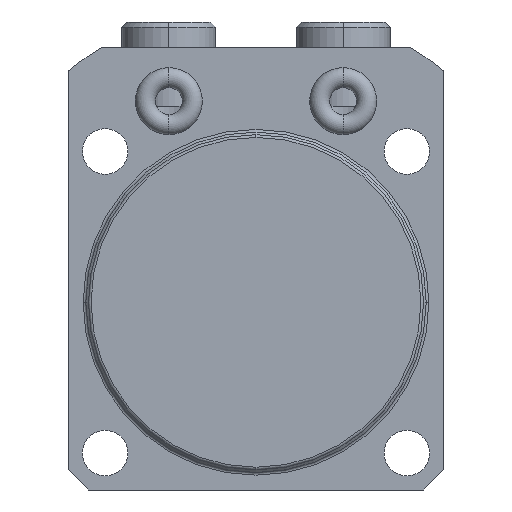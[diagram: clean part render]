
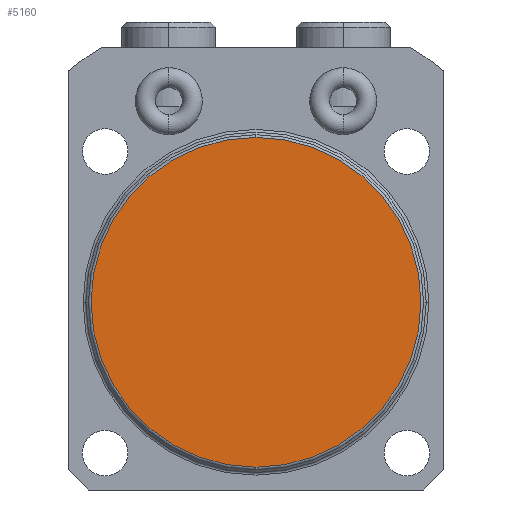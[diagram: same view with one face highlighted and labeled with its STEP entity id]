
A CAD part, front view. The second image highlights one B-rep face of the part: STEP entity #5160.
In plain terms, the highlighted planar face has unit normal (0, -1, 0).
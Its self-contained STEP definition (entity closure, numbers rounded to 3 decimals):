
#1255=CARTESIAN_POINT('',(0.,-64.,0.));
#1256=DIRECTION('',(0.,-1.,0.));
#1257=DIRECTION('',(0.,0.,1.));
#1258=AXIS2_PLACEMENT_3D('',#1255,#1256,#1257);
#1263=CARTESIAN_POINT('',(0.,-64.,0.));
#1264=DIRECTION('',(0.,-1.,0.));
#1265=DIRECTION('',(0.,0.,-1.));
#1266=AXIS2_PLACEMENT_3D('',#1263,#1264,#1265);
#4474=CARTESIAN_POINT('',(0.,-64.,24.6));
#4475=CARTESIAN_POINT('',(0.,-64.,-24.6));
#4476=VERTEX_POINT('',#4474);
#4477=VERTEX_POINT('',#4475);
#5150=CARTESIAN_POINT('',(0.,-64.,0.));
#5151=DIRECTION('',(0.,-1.,0.));
#5152=DIRECTION('',(0.,0.,-1.));
#5153=AXIS2_PLACEMENT_3D('',#5150,#5151,#5152);
#5154=PLANE('',#5153);
#5156=ORIENTED_EDGE('',*,*,#5155,.F.);
#5157=ORIENTED_EDGE('',*,*,#5140,.F.);
#5158=EDGE_LOOP('',(#5156,#5157));
#5159=FACE_OUTER_BOUND('',#5158,.F.);
#5160=ADVANCED_FACE('',(#5159),#5154,.T.);
#1259=CIRCLE('',#1258,24.6);
#1267=CIRCLE('',#1266,24.6);
#5140=EDGE_CURVE('',#4477,#4476,#1267,.T.);
#5155=EDGE_CURVE('',#4476,#4477,#1259,.T.);
